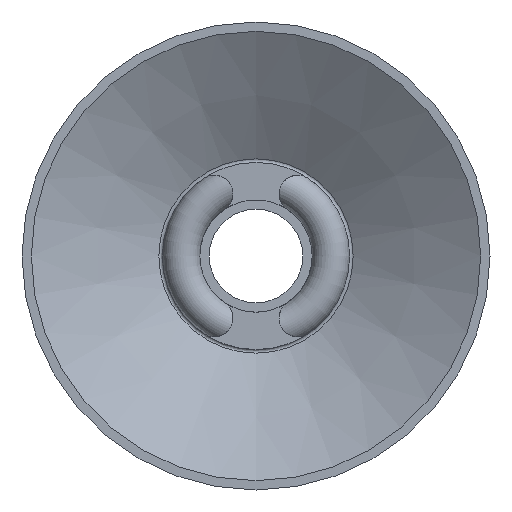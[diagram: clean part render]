
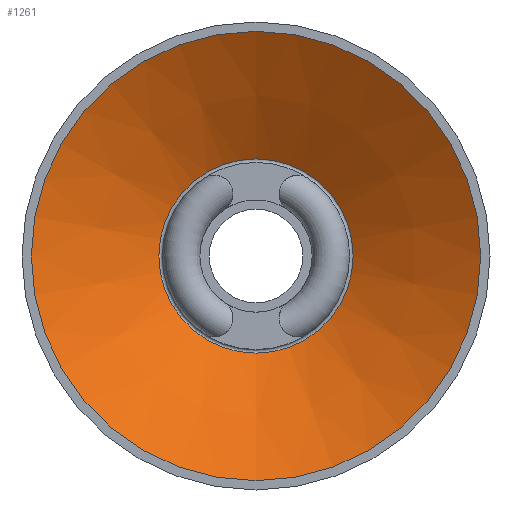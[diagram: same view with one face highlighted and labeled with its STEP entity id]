
A CAD part, front view. The second image highlights one B-rep face of the part: STEP entity #1261.
In plain terms, the highlighted conical face has half-angle 58 degrees and reference radius 2.076 mm.
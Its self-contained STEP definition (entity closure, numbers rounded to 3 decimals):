
#48=CONICAL_SURFACE('',#1353,2.076,1.012);
#105=CIRCLE('',#1352,2.076);
#106=CIRCLE('',#1354,4.8);
#211=ORIENTED_EDGE('',*,*,#425,.T.);
#212=ORIENTED_EDGE('',*,*,#424,.F.);
#424=EDGE_CURVE('',#517,#517,#105,.T.);
#425=EDGE_CURVE('',#518,#518,#106,.T.);
#517=VERTEX_POINT('',#1903);
#518=VERTEX_POINT('',#1906);
#639=EDGE_LOOP('',(#211));
#640=EDGE_LOOP('',(#212));
#727=FACE_BOUND('',#639,.T.);
#728=FACE_BOUND('',#640,.T.);
#1261=ADVANCED_FACE('',(#727,#728),#48,.F.);
#1352=AXIS2_PLACEMENT_3D('',#1902,#1537,#1538);
#1353=AXIS2_PLACEMENT_3D('',#1904,#1539,#1540);
#1354=AXIS2_PLACEMENT_3D('',#1905,#1541,#1542);
#1537=DIRECTION('',(0.,-1.,0.));
#1538=DIRECTION('',(0.,0.,-1.));
#1539=DIRECTION('',(0.,-1.,0.));
#1540=DIRECTION('',(0.,0.,-1.));
#1541=DIRECTION('',(0.,-1.,0.));
#1542=DIRECTION('',(0.,0.,-1.));
#1902=CARTESIAN_POINT('',(0.,1.702,0.));
#1903=CARTESIAN_POINT('',(0.,1.702,-2.076));
#1904=CARTESIAN_POINT('',(0.,1.702,0.));
#1905=CARTESIAN_POINT('',(0.,0.,0.));
#1906=CARTESIAN_POINT('',(0.,0.,-4.8));
